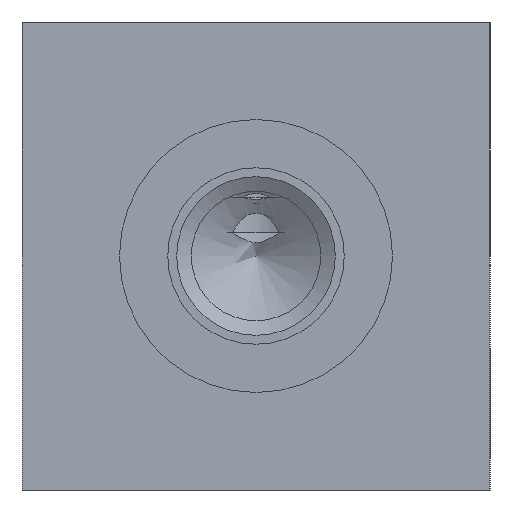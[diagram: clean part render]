
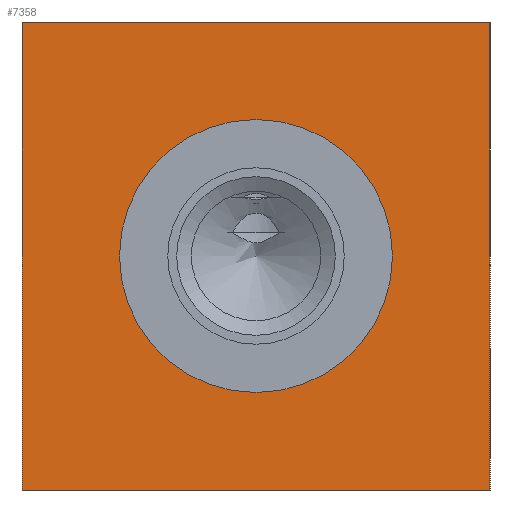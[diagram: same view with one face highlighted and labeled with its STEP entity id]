
A CAD part, left-side view. The second image highlights one B-rep face of the part: STEP entity #7358.
In plain terms, the highlighted planar face has unit normal (-1, 0, 0).
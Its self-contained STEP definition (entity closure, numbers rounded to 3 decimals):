
#135=CIRCLE('',#7719,12.967);
#136=CIRCLE('',#7720,12.967);
#196=FACE_BOUND('',#1219,.T.);
#429=PLANE('',#7736);
#799=FACE_OUTER_BOUND('',#1218,.T.);
#1218=EDGE_LOOP('',(#6552,#6553,#6554,#6555));
#1219=EDGE_LOOP('',(#6556,#6557));
#1514=LINE('',#11336,#2220);
#1930=LINE('',#12646,#2636);
#1931=LINE('',#12647,#2637);
#1932=LINE('',#12648,#2638);
#2220=VECTOR('',#8172,10.);
#2636=VECTOR('',#9160,10.);
#2637=VECTOR('',#9161,10.);
#2638=VECTOR('',#9162,10.);
#3168=VERTEX_POINT('',#11329);
#3171=VERTEX_POINT('',#11334);
#3526=VERTEX_POINT('',#12610);
#3527=VERTEX_POINT('',#12611);
#3538=VERTEX_POINT('',#12644);
#3539=VERTEX_POINT('',#12645);
#4010=EDGE_CURVE('',#3171,#3168,#1514,.T.);
#4533=EDGE_CURVE('',#3526,#3527,#135,.T.);
#4534=EDGE_CURVE('',#3527,#3526,#136,.T.);
#4549=EDGE_CURVE('',#3538,#3539,#1930,.T.);
#4550=EDGE_CURVE('',#3539,#3168,#1931,.T.);
#4551=EDGE_CURVE('',#3538,#3171,#1932,.T.);
#6552=ORIENTED_EDGE('',*,*,#4549,.T.);
#6553=ORIENTED_EDGE('',*,*,#4550,.T.);
#6554=ORIENTED_EDGE('',*,*,#4010,.F.);
#6555=ORIENTED_EDGE('',*,*,#4551,.F.);
#6556=ORIENTED_EDGE('',*,*,#4533,.T.);
#6557=ORIENTED_EDGE('',*,*,#4534,.T.);
#7358=ADVANCED_FACE('',(#799,#196),#429,.T.);
#7719=AXIS2_PLACEMENT_3D('',#12612,#9120,#9121);
#7720=AXIS2_PLACEMENT_3D('',#12613,#9122,#9123);
#7736=AXIS2_PLACEMENT_3D('',#12643,#9158,#9159);
#8172=DIRECTION('',(0.,-1.,0.));
#9120=DIRECTION('center_axis',(1.,0.,0.));
#9121=DIRECTION('ref_axis',(0.,0.,1.));
#9122=DIRECTION('center_axis',(1.,0.,0.));
#9123=DIRECTION('ref_axis',(0.,0.,1.));
#9158=DIRECTION('center_axis',(-1.,0.,0.));
#9159=DIRECTION('ref_axis',(0.,-1.,0.));
#9160=DIRECTION('',(0.,-1.,0.));
#9161=DIRECTION('',(0.,0.,1.));
#9162=DIRECTION('',(0.,0.,1.));
#11329=CARTESIAN_POINT('',(0.,0.,44.45));
#11334=CARTESIAN_POINT('',(0.,44.45,44.45));
#11336=CARTESIAN_POINT('',(0.,44.45,44.45));
#12610=CARTESIAN_POINT('',(0.,22.225,35.192));
#12611=CARTESIAN_POINT('',(0.,22.225,9.258));
#12612=CARTESIAN_POINT('Origin',(0.,22.225,22.225));
#12613=CARTESIAN_POINT('Origin',(0.,22.225,22.225));
#12643=CARTESIAN_POINT('Origin',(0.,44.45,0.));
#12644=CARTESIAN_POINT('',(0.,44.45,0.));
#12645=CARTESIAN_POINT('',(0.,0.,0.));
#12646=CARTESIAN_POINT('',(0.,44.45,0.));
#12647=CARTESIAN_POINT('',(0.,0.,0.));
#12648=CARTESIAN_POINT('',(0.,44.45,0.));
